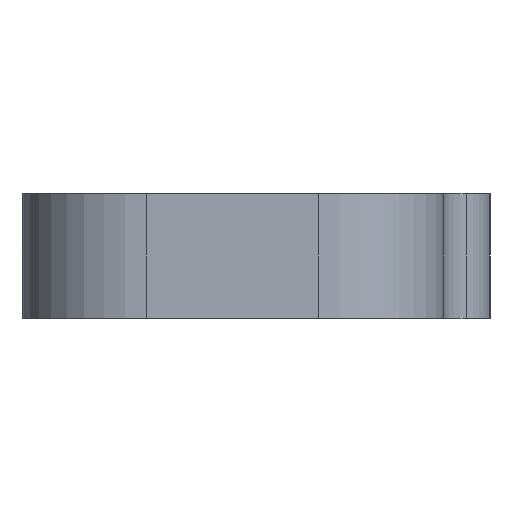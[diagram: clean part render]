
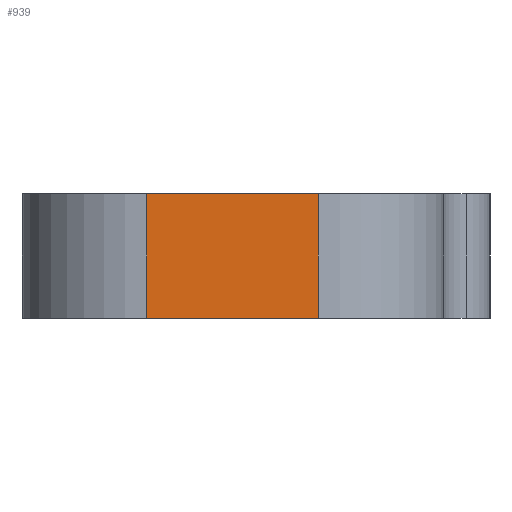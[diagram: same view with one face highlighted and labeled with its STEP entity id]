
A CAD part, left-side view. The second image highlights one B-rep face of the part: STEP entity #939.
In plain terms, the highlighted planar face has unit normal (-1, 0, 0).
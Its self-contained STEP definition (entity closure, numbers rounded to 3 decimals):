
#32=PLANE('',#1035);
#68=FACE_OUTER_BOUND('',#122,.T.);
#122=EDGE_LOOP('',(#726,#727,#728,#729));
#182=LINE('',#1452,#275);
#184=LINE('',#1458,#277);
#199=LINE('',#1514,#292);
#200=LINE('',#1515,#293);
#275=VECTOR('',#1173,10.);
#277=VECTOR('',#1179,10.);
#292=VECTOR('',#1222,10.);
#293=VECTOR('',#1223,10.);
#419=VERTEX_POINT('',#1449);
#420=VERTEX_POINT('',#1451);
#422=VERTEX_POINT('',#1457);
#449=VERTEX_POINT('',#1513);
#525=EDGE_CURVE('',#419,#420,#182,.T.);
#528=EDGE_CURVE('',#422,#420,#184,.T.);
#556=EDGE_CURVE('',#449,#419,#199,.T.);
#557=EDGE_CURVE('',#422,#449,#200,.T.);
#726=ORIENTED_EDGE('',*,*,#525,.F.);
#727=ORIENTED_EDGE('',*,*,#556,.F.);
#728=ORIENTED_EDGE('',*,*,#557,.F.);
#729=ORIENTED_EDGE('',*,*,#528,.T.);
#939=ADVANCED_FACE('',(#68),#32,.T.);
#1035=AXIS2_PLACEMENT_3D('',#1512,#1220,#1221);
#1173=DIRECTION('',(0.,0.,-1.));
#1179=DIRECTION('',(0.,-1.,0.));
#1220=DIRECTION('center_axis',(-1.,0.,0.));
#1221=DIRECTION('ref_axis',(0.,-1.,0.));
#1222=DIRECTION('',(0.,-1.,0.));
#1223=DIRECTION('',(0.,0.,1.));
#1449=CARTESIAN_POINT('',(0.,5.5,4.));
#1451=CARTESIAN_POINT('',(0.,5.5,0.));
#1452=CARTESIAN_POINT('',(0.,5.5,2.));
#1457=CARTESIAN_POINT('',(0.,11.,0.));
#1458=CARTESIAN_POINT('',(0.,15.,0.));
#1512=CARTESIAN_POINT('Origin',(0.,15.,0.));
#1513=CARTESIAN_POINT('',(0.,11.,4.));
#1514=CARTESIAN_POINT('',(0.,15.,4.));
#1515=CARTESIAN_POINT('',(0.,11.,0.));
